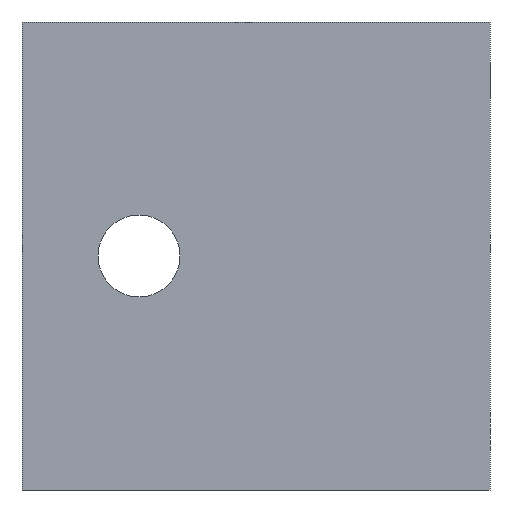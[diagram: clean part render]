
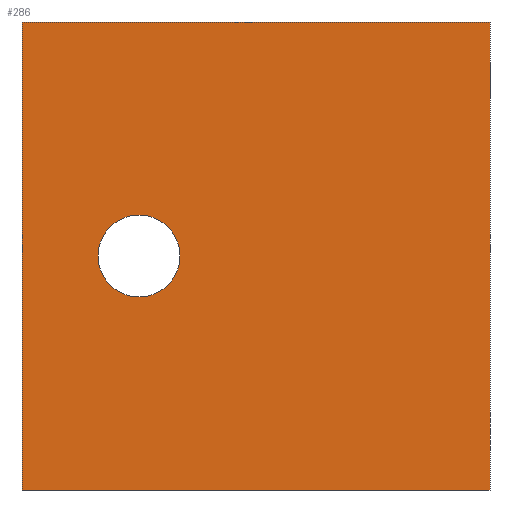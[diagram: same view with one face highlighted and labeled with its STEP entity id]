
A CAD part, left-side view. The second image highlights one B-rep face of the part: STEP entity #286.
In plain terms, the highlighted planar face has unit normal (-1, 0, 0).
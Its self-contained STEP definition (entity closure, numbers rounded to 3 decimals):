
#18=DIRECTION('',(0.,-1.,0.));
#19=VECTOR('',#18,40.);
#20=CARTESIAN_POINT('',(0.,40.,0.));
#21=LINE('',#20,#19);
#30=DIRECTION('',(0.,0.,1.));
#31=VECTOR('',#30,40.);
#32=CARTESIAN_POINT('',(0.,0.,0.));
#33=LINE('',#32,#31);
#54=DIRECTION('',(0.,0.,1.));
#55=VECTOR('',#54,40.);
#56=CARTESIAN_POINT('',(0.,40.,0.));
#57=LINE('',#56,#55);
#58=CARTESIAN_POINT('',(0.,30.,20.));
#59=DIRECTION('',(1.,0.,0.));
#60=DIRECTION('',(0.,0.,-1.));
#61=AXIS2_PLACEMENT_3D('',#58,#59,#60);
#63=CARTESIAN_POINT('',(0.,30.,20.));
#64=DIRECTION('',(1.,0.,0.));
#65=DIRECTION('',(0.,0.,1.));
#66=AXIS2_PLACEMENT_3D('',#63,#64,#65);
#118=DIRECTION('',(0.,-1.,0.));
#119=VECTOR('',#118,40.);
#120=CARTESIAN_POINT('',(0.,40.,40.));
#121=LINE('',#120,#119);
#166=CARTESIAN_POINT('',(0.,40.,0.));
#167=VERTEX_POINT('',#166);
#168=CARTESIAN_POINT('',(0.,0.,0.));
#169=VERTEX_POINT('',#168);
#178=CARTESIAN_POINT('',(0.,40.,40.));
#179=VERTEX_POINT('',#178);
#180=CARTESIAN_POINT('',(0.,0.,40.));
#181=VERTEX_POINT('',#180);
#186=CARTESIAN_POINT('',(0.,30.,16.5));
#187=CARTESIAN_POINT('',(0.,30.,23.5));
#188=VERTEX_POINT('',#186);
#189=VERTEX_POINT('',#187);
#267=CARTESIAN_POINT('',(0.,40.,0.));
#268=DIRECTION('',(-1.,0.,0.));
#269=DIRECTION('',(0.,-1.,0.));
#270=AXIS2_PLACEMENT_3D('',#267,#268,#269);
#271=PLANE('',#270);
#272=ORIENTED_EDGE('',*,*,#219,.F.);
#274=ORIENTED_EDGE('',*,*,#273,.T.);
#276=ORIENTED_EDGE('',*,*,#275,.T.);
#277=ORIENTED_EDGE('',*,*,#247,.F.);
#278=EDGE_LOOP('',(#272,#274,#276,#277));
#279=FACE_OUTER_BOUND('',#278,.F.);
#281=ORIENTED_EDGE('',*,*,#280,.F.);
#283=ORIENTED_EDGE('',*,*,#282,.F.);
#284=EDGE_LOOP('',(#281,#283));
#285=FACE_BOUND('',#284,.F.);
#286=ADVANCED_FACE('',(#279,#285),#271,.T.);
#62=CIRCLE('',#61,3.5);
#67=CIRCLE('',#66,3.5);
#219=EDGE_CURVE('',#167,#169,#21,.T.);
#247=EDGE_CURVE('',#169,#181,#33,.T.);
#273=EDGE_CURVE('',#167,#179,#57,.T.);
#275=EDGE_CURVE('',#179,#181,#121,.T.);
#280=EDGE_CURVE('',#188,#189,#62,.T.);
#282=EDGE_CURVE('',#189,#188,#67,.T.);
